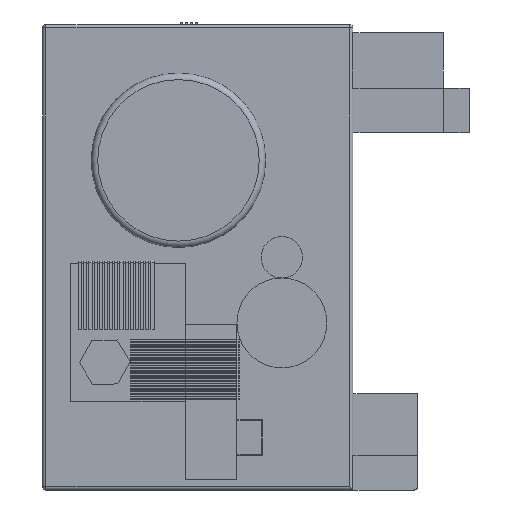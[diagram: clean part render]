
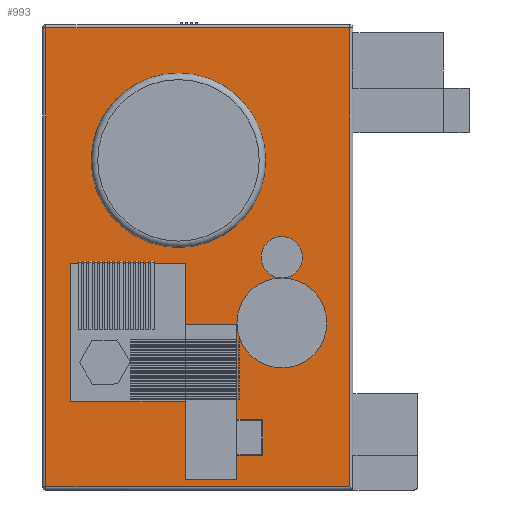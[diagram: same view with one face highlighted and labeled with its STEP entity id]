
A CAD part, front view. The second image highlights one B-rep face of the part: STEP entity #993.
In plain terms, the highlighted planar face has unit normal (0, -1, 0).
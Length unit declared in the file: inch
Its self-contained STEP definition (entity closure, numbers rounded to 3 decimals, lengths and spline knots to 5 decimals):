
#993=ADVANCED_FACE('',(#2147),#1591,.F.);
#1591=PLANE('',#10020);
#2147=FACE_OUTER_BOUND('',#2741,.T.);
#2741=EDGE_LOOP('',(#3355,#3356,#3357,#3358));
#3355=ORIENTED_EDGE('',*,*,#6557,.T.);
#3356=ORIENTED_EDGE('',*,*,#6558,.T.);
#3357=ORIENTED_EDGE('',*,*,#6559,.T.);
#3358=ORIENTED_EDGE('',*,*,#6560,.T.);
#5759=VERTEX_POINT('',#13186);
#5760=VERTEX_POINT('',#13187);
#5761=VERTEX_POINT('',#13189);
#5762=VERTEX_POINT('',#13191);
#6557=EDGE_CURVE('',#5759,#5760,#7760,.T.);
#6558=EDGE_CURVE('',#5760,#5761,#7761,.T.);
#6559=EDGE_CURVE('',#5761,#5762,#7762,.T.);
#6560=EDGE_CURVE('',#5762,#5759,#7763,.T.);
#7760=LINE('',#13185,#8895);
#7761=LINE('',#13188,#8896);
#7762=LINE('',#13190,#8897);
#7763=LINE('',#13192,#8898);
#8895=VECTOR('',#10707,1.);
#8896=VECTOR('',#10708,1.);
#8897=VECTOR('',#10709,1.);
#8898=VECTOR('',#10710,1.);
#10020=AXIS2_PLACEMENT_3D('',#13193,#10711,#10712);
#10707=DIRECTION('',(0.,0.,-1.));
#10708=DIRECTION('',(1.,0.,0.));
#10709=DIRECTION('',(0.,0.,1.));
#10710=DIRECTION('',(-1.,0.,0.));
#10711=DIRECTION('',(0.,1.,0.));
#10712=DIRECTION('',(0.,0.,1.));
#13185=CARTESIAN_POINT('',(-23.75,-12.,0.25));
#13186=CARTESIAN_POINT('',(-23.75,-12.,35.75));
#13187=CARTESIAN_POINT('',(-23.75,-12.,0.25));
#13188=CARTESIAN_POINT('',(0.,-12.,0.25));
#13189=CARTESIAN_POINT('',(-0.25,-12.,0.25));
#13190=CARTESIAN_POINT('',(-0.25,-12.,35.75));
#13191=CARTESIAN_POINT('',(-0.25,-12.,35.75));
#13192=CARTESIAN_POINT('',(-23.75,-12.,35.75));
#13193=CARTESIAN_POINT('',(0.,-12.,0.));
